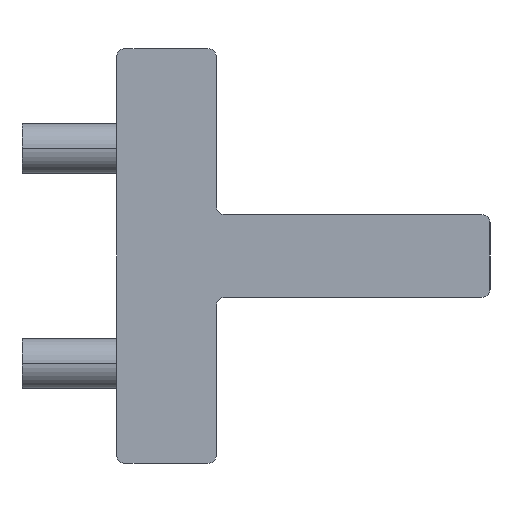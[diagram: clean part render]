
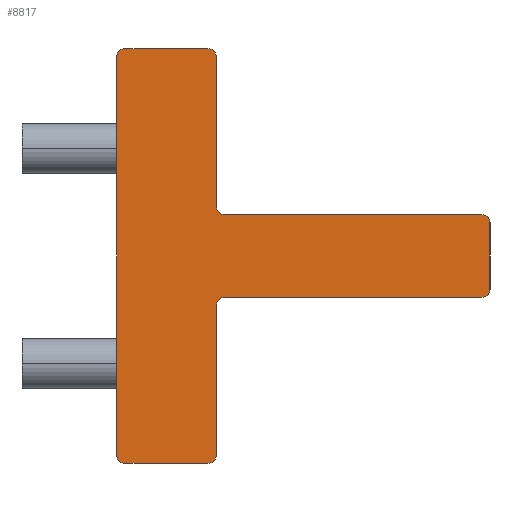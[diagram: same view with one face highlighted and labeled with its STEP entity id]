
A CAD part, left-side view. The second image highlights one B-rep face of the part: STEP entity #8817.
In plain terms, the highlighted planar face has unit normal (-1, 0, 0).
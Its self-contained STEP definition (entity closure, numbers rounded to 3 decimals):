
#7761=AXIS2_PLACEMENT_3D('Circle Axis2P3D',#7759,#7760,$) ;
#7912=AXIS2_PLACEMENT_3D('Circle Axis2P3D',#7910,#7911,$) ;
#7967=AXIS2_PLACEMENT_3D('Circle Axis2P3D',#7965,#7966,$) ;
#8493=AXIS2_PLACEMENT_3D('Circle Axis2P3D',#8491,#8492,$) ;
#8548=AXIS2_PLACEMENT_3D('Circle Axis2P3D',#8546,#8547,$) ;
#8597=AXIS2_PLACEMENT_3D('Circle Axis2P3D',#8595,#8596,$) ;
#8648=AXIS2_PLACEMENT_3D('Circle Axis2P3D',#8646,#8647,$) ;
#8696=AXIS2_PLACEMENT_3D('Circle Axis2P3D',#8694,#8695,$) ;
#8792=AXIS2_PLACEMENT_3D('Plane Axis2P3D',#8789,#8790,#8791) ;
#7701=CARTESIAN_POINT('Vertex',(-258.,-3.,201.)) ;
#7717=CARTESIAN_POINT('Vertex',(-258.,-34.,201.)) ;
#7720=CARTESIAN_POINT('Line Origine',(-258.,-18.5,201.)) ;
#7759=CARTESIAN_POINT('Axis2P3D Location',(-258.,-34.,202.)) ;
#7763=CARTESIAN_POINT('Vertex',(-258.,-35.,202.)) ;
#7910=CARTESIAN_POINT('Axis2P3D Location',(-258.,-3.,200.)) ;
#7914=CARTESIAN_POINT('Vertex',(-258.,-2.,200.)) ;
#7938=CARTESIAN_POINT('Vertex',(-258.,-35.,210.)) ;
#7941=CARTESIAN_POINT('Line Origine',(-258.,-35.,206.)) ;
#7962=CARTESIAN_POINT('Vertex',(-258.,-2.,212.)) ;
#7965=CARTESIAN_POINT('Axis2P3D Location',(-258.,-3.,212.)) ;
#7969=CARTESIAN_POINT('Vertex',(-258.,-3.,211.)) ;
#8491=CARTESIAN_POINT('Axis2P3D Location',(-258.,9.,230.)) ;
#8495=CARTESIAN_POINT('Vertex',(-258.,10.,230.)) ;
#8497=CARTESIAN_POINT('Vertex',(-258.,9.,231.)) ;
#8522=CARTESIAN_POINT('Line Origine',(-258.,4.,231.)) ;
#8526=CARTESIAN_POINT('Vertex',(-258.,-1.,231.)) ;
#8546=CARTESIAN_POINT('Axis2P3D Location',(-258.,-1.,230.)) ;
#8550=CARTESIAN_POINT('Vertex',(-258.,-2.,230.)) ;
#8570=CARTESIAN_POINT('Line Origine',(-258.,-2.,221.)) ;
#8595=CARTESIAN_POINT('Axis2P3D Location',(-258.,-34.,210.)) ;
#8599=CARTESIAN_POINT('Vertex',(-258.,-34.,211.)) ;
#8614=CARTESIAN_POINT('Line Origine',(-258.,-2.,191.)) ;
#8618=CARTESIAN_POINT('Vertex',(-258.,-2.,182.)) ;
#8646=CARTESIAN_POINT('Axis2P3D Location',(-258.,-1.,182.)) ;
#8650=CARTESIAN_POINT('Vertex',(-258.,-1.,181.)) ;
#8670=CARTESIAN_POINT('Line Origine',(-258.,4.,181.)) ;
#8674=CARTESIAN_POINT('Vertex',(-258.,9.,181.)) ;
#8694=CARTESIAN_POINT('Axis2P3D Location',(-258.,9.,182.)) ;
#8698=CARTESIAN_POINT('Vertex',(-258.,10.,182.)) ;
#8718=CARTESIAN_POINT('Line Origine',(-258.,10.,206.)) ;
#8789=CARTESIAN_POINT('Axis2P3D Location',(-258.,145.,21.)) ;
#8794=CARTESIAN_POINT('Line Origine',(-258.,-18.5,211.)) ;
#7721=DIRECTION('Vector Direction',(0.,1.,0.)) ;
#7760=DIRECTION('Axis2P3D Direction',(-1.,0.,0.)) ;
#7911=DIRECTION('Axis2P3D Direction',(-1.,0.,0.)) ;
#7942=DIRECTION('Vector Direction',(0.,0.,-1.)) ;
#7966=DIRECTION('Axis2P3D Direction',(-1.,0.,0.)) ;
#8492=DIRECTION('Axis2P3D Direction',(-1.,0.,0.)) ;
#8523=DIRECTION('Vector Direction',(0.,1.,0.)) ;
#8547=DIRECTION('Axis2P3D Direction',(-1.,0.,0.)) ;
#8571=DIRECTION('Vector Direction',(0.,0.,1.)) ;
#8596=DIRECTION('Axis2P3D Direction',(-1.,0.,0.)) ;
#8615=DIRECTION('Vector Direction',(0.,0.,1.)) ;
#8647=DIRECTION('Axis2P3D Direction',(-1.,0.,0.)) ;
#8671=DIRECTION('Vector Direction',(0.,-1.,0.)) ;
#8695=DIRECTION('Axis2P3D Direction',(-1.,0.,0.)) ;
#8719=DIRECTION('Vector Direction',(0.,0.,-1.)) ;
#8790=DIRECTION('Axis2P3D Direction',(-1.,0.,0.)) ;
#8791=DIRECTION('Axis2P3D XDirection',(0.,-1.,0.)) ;
#8795=DIRECTION('Vector Direction',(0.,-1.,0.)) ;
#7722=VECTOR('Line Direction',#7721,1.) ;
#7943=VECTOR('Line Direction',#7942,1.) ;
#8524=VECTOR('Line Direction',#8523,1.) ;
#8572=VECTOR('Line Direction',#8571,1.) ;
#8616=VECTOR('Line Direction',#8615,1.) ;
#8672=VECTOR('Line Direction',#8671,1.) ;
#8720=VECTOR('Line Direction',#8719,1.) ;
#8796=VECTOR('Line Direction',#8795,1.) ;
#8800=ORIENTED_EDGE('',*,*,#8722,.T.) ;
#8801=ORIENTED_EDGE('',*,*,#8700,.F.) ;
#8802=ORIENTED_EDGE('',*,*,#8676,.T.) ;
#8803=ORIENTED_EDGE('',*,*,#8652,.F.) ;
#8804=ORIENTED_EDGE('',*,*,#8620,.T.) ;
#8805=ORIENTED_EDGE('',*,*,#7916,.T.) ;
#8806=ORIENTED_EDGE('',*,*,#7724,.T.) ;
#8807=ORIENTED_EDGE('',*,*,#7765,.F.) ;
#8808=ORIENTED_EDGE('',*,*,#7945,.T.) ;
#8809=ORIENTED_EDGE('',*,*,#8601,.F.) ;
#8810=ORIENTED_EDGE('',*,*,#8798,.T.) ;
#8811=ORIENTED_EDGE('',*,*,#7971,.T.) ;
#8812=ORIENTED_EDGE('',*,*,#8574,.T.) ;
#8813=ORIENTED_EDGE('',*,*,#8552,.F.) ;
#8814=ORIENTED_EDGE('',*,*,#8528,.T.) ;
#8815=ORIENTED_EDGE('',*,*,#8499,.F.) ;
#8817=ADVANCED_FACE('RB0346001_1PA_001_00_N1_2500_FP_TERMINAL.1\\PartBody',(#8816),#8793,.T.) ;
#7762=CIRCLE('generated circle',#7761,1.) ;
#7913=CIRCLE('generated circle',#7912,1.) ;
#7968=CIRCLE('generated circle',#7967,1.) ;
#8494=CIRCLE('generated circle',#8493,1.) ;
#8549=CIRCLE('generated circle',#8548,1.) ;
#8598=CIRCLE('generated circle',#8597,1.) ;
#8649=CIRCLE('generated circle',#8648,1.) ;
#8697=CIRCLE('generated circle',#8696,1.) ;
#7724=EDGE_CURVE('',#7702,#7718,#7723,.F.) ;
#7765=EDGE_CURVE('',#7764,#7718,#7762,.F.) ;
#7916=EDGE_CURVE('',#7915,#7702,#7913,.F.) ;
#7945=EDGE_CURVE('',#7764,#7939,#7944,.F.) ;
#7971=EDGE_CURVE('',#7970,#7963,#7968,.F.) ;
#8499=EDGE_CURVE('',#8496,#8498,#8494,.F.) ;
#8528=EDGE_CURVE('',#8527,#8498,#8525,.T.) ;
#8552=EDGE_CURVE('',#8527,#8551,#8549,.F.) ;
#8574=EDGE_CURVE('',#7963,#8551,#8573,.T.) ;
#8601=EDGE_CURVE('',#8600,#7939,#8598,.F.) ;
#8620=EDGE_CURVE('',#8619,#7915,#8617,.T.) ;
#8652=EDGE_CURVE('',#8619,#8651,#8649,.F.) ;
#8676=EDGE_CURVE('',#8675,#8651,#8673,.T.) ;
#8700=EDGE_CURVE('',#8675,#8699,#8697,.F.) ;
#8722=EDGE_CURVE('',#8496,#8699,#8721,.T.) ;
#8798=EDGE_CURVE('',#8600,#7970,#8797,.F.) ;
#8799=EDGE_LOOP('',(#8800,#8801,#8802,#8803,#8804,#8805,#8806,#8807,#8808,#8809,#8810,#8811,#8812,#8813,#8814,#8815)) ;
#8816=FACE_OUTER_BOUND('',#8799,.T.) ;
#7723=LINE('Line',#7720,#7722) ;
#7944=LINE('Line',#7941,#7943) ;
#8525=LINE('Line',#8522,#8524) ;
#8573=LINE('Line',#8570,#8572) ;
#8617=LINE('Line',#8614,#8616) ;
#8673=LINE('Line',#8670,#8672) ;
#8721=LINE('Line',#8718,#8720) ;
#8797=LINE('Line',#8794,#8796) ;
#8793=PLANE('',#8792) ;
#7702=VERTEX_POINT('',#7701) ;
#7718=VERTEX_POINT('',#7717) ;
#7764=VERTEX_POINT('',#7763) ;
#7915=VERTEX_POINT('',#7914) ;
#7939=VERTEX_POINT('',#7938) ;
#7963=VERTEX_POINT('',#7962) ;
#7970=VERTEX_POINT('',#7969) ;
#8496=VERTEX_POINT('',#8495) ;
#8498=VERTEX_POINT('',#8497) ;
#8527=VERTEX_POINT('',#8526) ;
#8551=VERTEX_POINT('',#8550) ;
#8600=VERTEX_POINT('',#8599) ;
#8619=VERTEX_POINT('',#8618) ;
#8651=VERTEX_POINT('',#8650) ;
#8675=VERTEX_POINT('',#8674) ;
#8699=VERTEX_POINT('',#8698) ;
